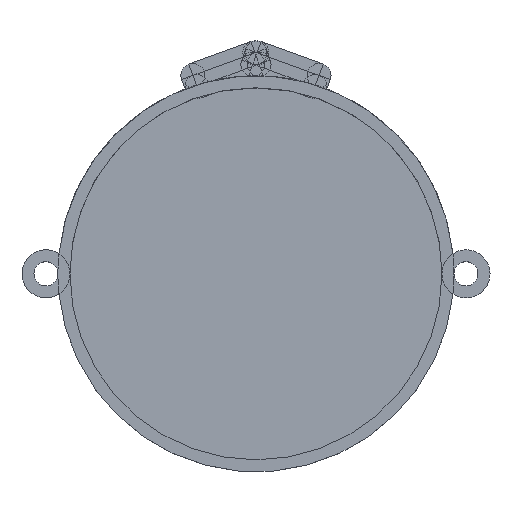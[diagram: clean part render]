
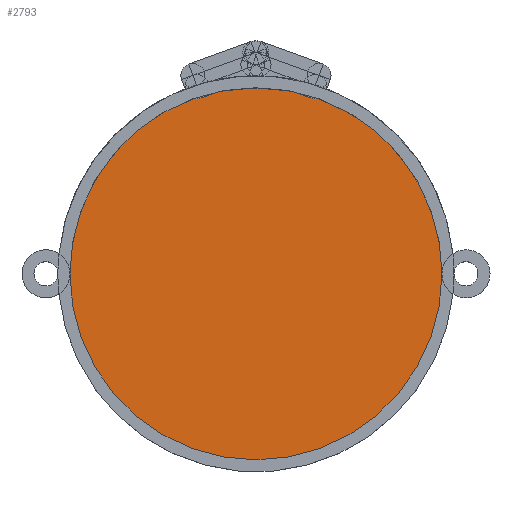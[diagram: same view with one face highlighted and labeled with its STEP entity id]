
A CAD part, top view. The second image highlights one B-rep face of the part: STEP entity #2793.
In plain terms, the highlighted planar face has unit normal (0, 0, 1).
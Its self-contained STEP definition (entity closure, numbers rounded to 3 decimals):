
#1772 = VERTEX_POINT('',#1773);
#1773 = CARTESIAN_POINT('',(31.,0.,2.));
#1779 = EDGE_CURVE('',#1780,#1772,#1782,.T.);
#1780 = VERTEX_POINT('',#1781);
#1781 = CARTESIAN_POINT('',(-31.,0.,2.));
#1782 = CIRCLE('',#1783,31.);
#1783 = AXIS2_PLACEMENT_3D('',#1784,#1785,#1786);
#1784 = CARTESIAN_POINT('',(0.,0.,2.));
#1785 = DIRECTION('',(0.,0.,1.));
#1786 = DIRECTION('',(1.,0.,0.));
#2236 = EDGE_CURVE('',#1772,#2237,#2239,.T.);
#2237 = VERTEX_POINT('',#2238);
#2238 = CARTESIAN_POINT('',(10.305,29.237,2.));
#2239 = CIRCLE('',#2240,31.);
#2240 = AXIS2_PLACEMENT_3D('',#2241,#2242,#2243);
#2241 = CARTESIAN_POINT('',(0.,0.,2.));
#2242 = DIRECTION('',(0.,0.,1.));
#2243 = DIRECTION('',(1.,0.,0.));
#2248 = EDGE_CURVE('',#2249,#1780,#2251,.T.);
#2249 = VERTEX_POINT('',#2250);
#2250 = CARTESIAN_POINT('',(-10.305,29.237,2.));
#2251 = CIRCLE('',#2252,31.);
#2252 = AXIS2_PLACEMENT_3D('',#2253,#2254,#2255);
#2253 = CARTESIAN_POINT('',(0.,0.,2.));
#2254 = DIRECTION('',(0.,0.,1.));
#2255 = DIRECTION('',(1.,0.,0.));
#2293 = VERTEX_POINT('',#2294);
#2294 = CARTESIAN_POINT('',(-6.181,30.377,2.));
#2300 = EDGE_CURVE('',#2301,#2293,#2303,.T.);
#2301 = VERTEX_POINT('',#2302);
#2302 = CARTESIAN_POINT('',(6.181,30.377,2.));
#2303 = CIRCLE('',#2304,31.);
#2304 = AXIS2_PLACEMENT_3D('',#2305,#2306,#2307);
#2305 = CARTESIAN_POINT('',(0.,0.,2.));
#2306 = DIRECTION('',(0.,0.,1.));
#2307 = DIRECTION('',(1.,0.,0.));
#2793 = ADVANCED_FACE('',(#2794),#2830,.T.);
#2794 = FACE_BOUND('',#2795,.T.);
#2795 = EDGE_LOOP('',(#2796,#2797,#2798,#2799,#2808,#2814,#2815,#2823));
#2796 = ORIENTED_EDGE('',*,*,#2248,.T.);
#2797 = ORIENTED_EDGE('',*,*,#1779,.T.);
#2798 = ORIENTED_EDGE('',*,*,#2236,.T.);
#2799 = ORIENTED_EDGE('',*,*,#2800,.T.);
#2800 = EDGE_CURVE('',#2237,#2801,#2803,.T.);
#2801 = VERTEX_POINT('',#2802);
#2802 = CARTESIAN_POINT('',(9.142,29.3,2.));
#2803 = CIRCLE('',#2804,2.);
#2804 = AXIS2_PLACEMENT_3D('',#2805,#2806,#2807);
#2805 = CARTESIAN_POINT('',(9.826,31.179,2.));
#2806 = DIRECTION('',(-0.,0.,-1.));
#2807 = DIRECTION('',(0.94,-0.342,-0.));
#2808 = ORIENTED_EDGE('',*,*,#2809,.T.);
#2809 = EDGE_CURVE('',#2801,#2301,#2810,.T.);
#2810 = LINE('',#2811,#2812);
#2811 = CARTESIAN_POINT('',(4.646,30.936,2.));
#2812 = VECTOR('',#2813,1.);
#2813 = DIRECTION('',(-0.94,0.342,0.));
#2814 = ORIENTED_EDGE('',*,*,#2300,.T.);
#2815 = ORIENTED_EDGE('',*,*,#2816,.T.);
#2816 = EDGE_CURVE('',#2293,#2817,#2819,.T.);
#2817 = VERTEX_POINT('',#2818);
#2818 = CARTESIAN_POINT('',(-9.142,29.3,2.));
#2819 = LINE('',#2820,#2821);
#2820 = CARTESIAN_POINT('',(-9.814,29.055,2.));
#2821 = VECTOR('',#2822,1.);
#2822 = DIRECTION('',(-0.94,-0.342,0.));
#2823 = ORIENTED_EDGE('',*,*,#2824,.T.);
#2824 = EDGE_CURVE('',#2817,#2249,#2825,.T.);
#2825 = CIRCLE('',#2826,2.);
#2826 = AXIS2_PLACEMENT_3D('',#2827,#2828,#2829);
#2827 = CARTESIAN_POINT('',(-9.826,31.179,2.));
#2828 = DIRECTION('',(0.,0.,-1.));
#2829 = DIRECTION('',(0.94,0.342,0.));
#2830 = PLANE('',#2831);
#2831 = AXIS2_PLACEMENT_3D('',#2832,#2833,#2834);
#2832 = CARTESIAN_POINT('',(0.,0.,2.));
#2833 = DIRECTION('',(0.,0.,1.));
#2834 = DIRECTION('',(1.,0.,0.));
